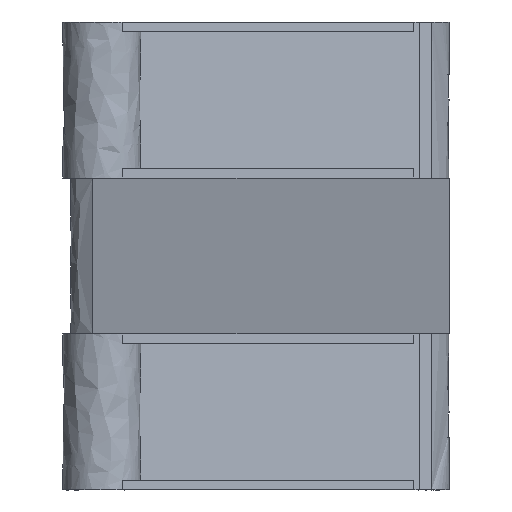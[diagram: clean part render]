
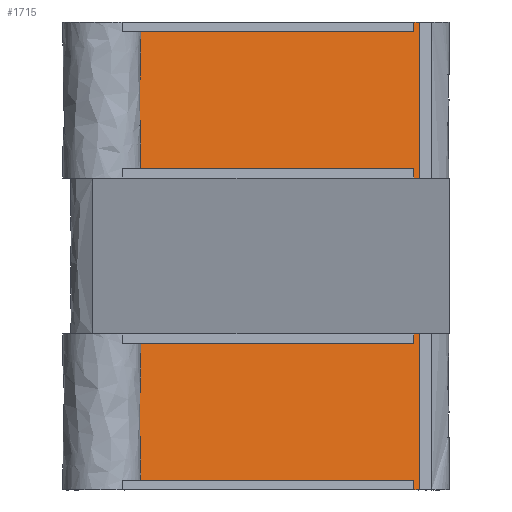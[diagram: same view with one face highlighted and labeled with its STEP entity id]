
A CAD part, left-side view. The second image highlights one B-rep face of the part: STEP entity #1715.
In plain terms, the highlighted free-form (B-spline) face has degree [1, 1] with [2, 2] control points.
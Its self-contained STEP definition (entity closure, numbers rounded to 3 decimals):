
#1443 = VERTEX_POINT('',#1444);
#1444 = CARTESIAN_POINT('',(41.24,0.,
    -66.026));
#1449 = EDGE_CURVE('',#1450,#1443,#1452,.T.);
#1450 = VERTEX_POINT('',#1451);
#1451 = CARTESIAN_POINT('',(41.24,0.,
    -63.385));
#1452 = B_SPLINE_CURVE_WITH_KNOTS('',1,(#1453,#1454),.UNSPECIFIED.,.F.,
  .F.,(2,2),(34.5,37.5),.PIECEWISE_BEZIER_KNOTS.);
#1453 = CARTESIAN_POINT('',(41.24,0.,-63.385));
#1454 = CARTESIAN_POINT('',(41.24,0.,-66.026));
#1471 = EDGE_CURVE('',#1472,#1450,#1474,.T.);
#1472 = VERTEX_POINT('',#1473);
#1473 = CARTESIAN_POINT('',(10.333,84.249,
    -63.385));
#1474 = B_SPLINE_CURVE_WITH_KNOTS('',1,(#1475,#1476),.UNSPECIFIED.,.F.,
  .F.,(2,2),(-23.555,78.382),.PIECEWISE_BEZIER_KNOTS.);
#1475 = CARTESIAN_POINT('',(10.333,84.249,
    -63.385));
#1476 = CARTESIAN_POINT('',(41.24,0.,
    -63.385));
#1495 = EDGE_CURVE('',#1472,#1496,#1498,.T.);
#1496 = VERTEX_POINT('',#1497);
#1497 = CARTESIAN_POINT('',(10.333,84.249,
    -24.65));
#1498 = B_SPLINE_CURVE_WITH_KNOTS('',1,(#1499,#1500),.UNSPECIFIED.,.F.,
  .F.,(2,2),(-72.,-28.),.PIECEWISE_BEZIER_KNOTS.);
#1499 = CARTESIAN_POINT('',(10.333,84.249,
    -63.385));
#1500 = CARTESIAN_POINT('',(10.333,84.249,
    -24.65));
#1589 = VERTEX_POINT('',#1590);
#1590 = CARTESIAN_POINT('',(41.24,0.,
    -22.009));
#1597 = VERTEX_POINT('',#1598);
#1598 = CARTESIAN_POINT('',(41.24,0.,
    -24.65));
#1603 = EDGE_CURVE('',#1589,#1597,#1604,.T.);
#1604 = B_SPLINE_CURVE_WITH_KNOTS('',1,(#1605,#1606),.UNSPECIFIED.,.F.,
  .F.,(2,2),(12.5,15.5),.PIECEWISE_BEZIER_KNOTS.);
#1605 = CARTESIAN_POINT('',(41.24,0.,-22.009));
#1606 = CARTESIAN_POINT('',(41.24,0.,-24.65));
#1619 = EDGE_CURVE('',#1597,#1496,#1620,.T.);
#1620 = B_SPLINE_CURVE_WITH_KNOTS('',1,(#1621,#1622),.UNSPECIFIED.,.F.,
  .F.,(2,2),(-78.382,23.555),.PIECEWISE_BEZIER_KNOTS.);
#1621 = CARTESIAN_POINT('',(41.24,0.,
    -24.65));
#1622 = CARTESIAN_POINT('',(10.333,84.249,
    -24.65));
#1669 = VERTEX_POINT('',#1670);
#1670 = CARTESIAN_POINT('',(41.24,0.,
    66.026));
#1677 = VERTEX_POINT('',#1678);
#1678 = CARTESIAN_POINT('',(41.24,0.,63.385));
#1683 = EDGE_CURVE('',#1669,#1677,#1684,.T.);
#1684 = B_SPLINE_CURVE_WITH_KNOTS('',1,(#1685,#1686),.UNSPECIFIED.,.F.,
  .F.,(2,2),(-37.5,-34.5),.PIECEWISE_BEZIER_KNOTS.);
#1685 = CARTESIAN_POINT('',(41.24,0.,66.026));
#1686 = CARTESIAN_POINT('',(41.24,0.,63.385));
#1697 = VERTEX_POINT('',#1698);
#1698 = CARTESIAN_POINT('',(10.333,84.249,
    63.385));
#1704 = EDGE_CURVE('',#1677,#1697,#1705,.T.);
#1705 = B_SPLINE_CURVE_WITH_KNOTS('',1,(#1706,#1707),.UNSPECIFIED.,.F.,
  .F.,(2,2),(-78.382,23.555),.PIECEWISE_BEZIER_KNOTS.);
#1706 = CARTESIAN_POINT('',(41.24,0.,
    63.385));
#1707 = CARTESIAN_POINT('',(10.333,84.249,
    63.385));
#1715 = ADVANCED_FACE('',(#1716),#1784,.T.);
#1716 = FACE_BOUND('',#1717,.T.);
#1717 = EDGE_LOOP('',(#1718,#1719,#1726,#1733,#1738,#1739,#1740,#1747,
    #1754,#1761,#1768,#1775,#1780,#1781,#1782,#1783));
#1718 = ORIENTED_EDGE('',*,*,#1449,.T.);
#1719 = ORIENTED_EDGE('',*,*,#1720,.F.);
#1720 = EDGE_CURVE('',#1721,#1443,#1723,.T.);
#1721 = VERTEX_POINT('',#1722);
#1722 = CARTESIAN_POINT('',(41.827,-1.599,
    -66.026));
#1723 = B_SPLINE_CURVE_WITH_KNOTS('',1,(#1724,#1725),.UNSPECIFIED.,.F.,
  .F.,(2,2),(0.,1.935),.PIECEWISE_BEZIER_KNOTS.);
#1724 = CARTESIAN_POINT('',(41.827,-1.599,
    -66.026));
#1725 = CARTESIAN_POINT('',(41.24,0.,
    -66.026));
#1726 = ORIENTED_EDGE('',*,*,#1727,.T.);
#1727 = EDGE_CURVE('',#1721,#1728,#1730,.T.);
#1728 = VERTEX_POINT('',#1729);
#1729 = CARTESIAN_POINT('',(41.827,-1.599,
    66.026));
#1730 = B_SPLINE_CURVE_WITH_KNOTS('',1,(#1731,#1732),.UNSPECIFIED.,.F.,
  .F.,(2,2),(-75.,75.),.PIECEWISE_BEZIER_KNOTS.);
#1731 = CARTESIAN_POINT('',(41.827,-1.599,
    -66.026));
#1732 = CARTESIAN_POINT('',(41.827,-1.599,
    66.026));
#1733 = ORIENTED_EDGE('',*,*,#1734,.F.);
#1734 = EDGE_CURVE('',#1669,#1728,#1735,.T.);
#1735 = B_SPLINE_CURVE_WITH_KNOTS('',1,(#1736,#1737),.UNSPECIFIED.,.F.,
  .F.,(2,2),(-1.935,0.),.PIECEWISE_BEZIER_KNOTS.);
#1736 = CARTESIAN_POINT('',(41.24,0.,
    66.026));
#1737 = CARTESIAN_POINT('',(41.827,-1.599,
    66.026));
#1738 = ORIENTED_EDGE('',*,*,#1683,.T.);
#1739 = ORIENTED_EDGE('',*,*,#1704,.T.);
#1740 = ORIENTED_EDGE('',*,*,#1741,.F.);
#1741 = EDGE_CURVE('',#1742,#1697,#1744,.T.);
#1742 = VERTEX_POINT('',#1743);
#1743 = CARTESIAN_POINT('',(10.333,84.249,
    24.65));
#1744 = B_SPLINE_CURVE_WITH_KNOTS('',1,(#1745,#1746),.UNSPECIFIED.,.F.,
  .F.,(2,2),(28.,72.),.PIECEWISE_BEZIER_KNOTS.);
#1745 = CARTESIAN_POINT('',(10.333,84.249,
    24.65));
#1746 = CARTESIAN_POINT('',(10.333,84.249,
    63.385));
#1747 = ORIENTED_EDGE('',*,*,#1748,.T.);
#1748 = EDGE_CURVE('',#1742,#1749,#1751,.T.);
#1749 = VERTEX_POINT('',#1750);
#1750 = CARTESIAN_POINT('',(41.24,0.,24.65));
#1751 = B_SPLINE_CURVE_WITH_KNOTS('',1,(#1752,#1753),.UNSPECIFIED.,.F.,
  .F.,(2,2),(-23.555,78.382),.PIECEWISE_BEZIER_KNOTS.);
#1752 = CARTESIAN_POINT('',(10.333,84.249,
    24.65));
#1753 = CARTESIAN_POINT('',(41.24,0.,
    24.65));
#1754 = ORIENTED_EDGE('',*,*,#1755,.T.);
#1755 = EDGE_CURVE('',#1749,#1756,#1758,.T.);
#1756 = VERTEX_POINT('',#1757);
#1757 = CARTESIAN_POINT('',(41.24,0.,
    22.009));
#1758 = B_SPLINE_CURVE_WITH_KNOTS('',1,(#1759,#1760),.UNSPECIFIED.,.F.,
  .F.,(2,2),(-15.5,-12.5),.PIECEWISE_BEZIER_KNOTS.);
#1759 = CARTESIAN_POINT('',(41.24,0.,24.65));
#1760 = CARTESIAN_POINT('',(41.24,0.,22.009));
#1761 = ORIENTED_EDGE('',*,*,#1762,.T.);
#1762 = EDGE_CURVE('',#1756,#1763,#1765,.T.);
#1763 = VERTEX_POINT('',#1764);
#1764 = CARTESIAN_POINT('',(10.333,84.249,
    22.009));
#1765 = B_SPLINE_CURVE_WITH_KNOTS('',1,(#1766,#1767),.UNSPECIFIED.,.F.,
  .F.,(2,2),(-78.382,23.555),.PIECEWISE_BEZIER_KNOTS.);
#1766 = CARTESIAN_POINT('',(41.24,0.,
    22.009));
#1767 = CARTESIAN_POINT('',(10.333,84.249,
    22.009));
#1768 = ORIENTED_EDGE('',*,*,#1769,.F.);
#1769 = EDGE_CURVE('',#1770,#1763,#1772,.T.);
#1770 = VERTEX_POINT('',#1771);
#1771 = CARTESIAN_POINT('',(10.333,84.249,
    -22.009));
#1772 = B_SPLINE_CURVE_WITH_KNOTS('',1,(#1773,#1774),.UNSPECIFIED.,.F.,
  .F.,(2,2),(-25.,25.),.PIECEWISE_BEZIER_KNOTS.);
#1773 = CARTESIAN_POINT('',(10.333,84.249,
    -22.009));
#1774 = CARTESIAN_POINT('',(10.333,84.249,
    22.009));
#1775 = ORIENTED_EDGE('',*,*,#1776,.T.);
#1776 = EDGE_CURVE('',#1770,#1589,#1777,.T.);
#1777 = B_SPLINE_CURVE_WITH_KNOTS('',1,(#1778,#1779),.UNSPECIFIED.,.F.,
  .F.,(2,2),(-23.555,78.382),.PIECEWISE_BEZIER_KNOTS.);
#1778 = CARTESIAN_POINT('',(10.333,84.249,
    -22.009));
#1779 = CARTESIAN_POINT('',(41.24,0.,
    -22.009));
#1780 = ORIENTED_EDGE('',*,*,#1603,.T.);
#1781 = ORIENTED_EDGE('',*,*,#1619,.T.);
#1782 = ORIENTED_EDGE('',*,*,#1495,.F.);
#1783 = ORIENTED_EDGE('',*,*,#1471,.T.);
#1784 = B_SPLINE_SURFACE_WITH_KNOTS('',1,1,(
    (#1785,#1786)
    ,(#1787,#1788
    )),.UNSPECIFIED.,.F.,.F.,.F.,(2,2),(2,2),(0.,103.872),(-75.,
    75.),.PIECEWISE_BEZIER_KNOTS.);
#1785 = CARTESIAN_POINT('',(10.333,84.249,
    -66.026));
#1786 = CARTESIAN_POINT('',(10.333,84.249,
    66.026));
#1787 = CARTESIAN_POINT('',(41.827,-1.599,
    -66.026));
#1788 = CARTESIAN_POINT('',(41.827,-1.599,
    66.026));
